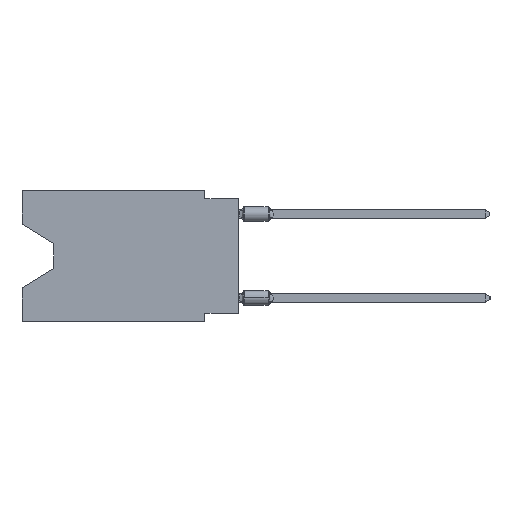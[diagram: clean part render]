
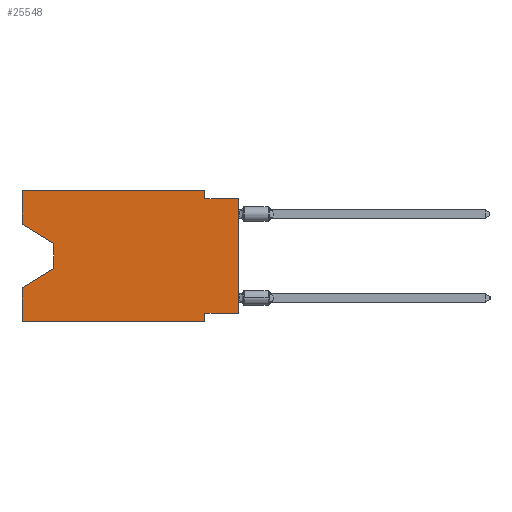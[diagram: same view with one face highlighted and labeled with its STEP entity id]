
A CAD part, left-side view. The second image highlights one B-rep face of the part: STEP entity #25548.
In plain terms, the highlighted planar face has unit normal (-1, 0, 0).
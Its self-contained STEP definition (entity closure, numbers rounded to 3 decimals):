
#166 = VECTOR ( 'NONE', #15671, 1000. ) ;
#985 = ORIENTED_EDGE ( 'NONE', *, *, #14386, .F. ) ;
#1087 = CARTESIAN_POINT ( 'NONE',  ( 0., 16.383, -2.546 ) ) ;
#1139 = CARTESIAN_POINT ( 'NONE',  ( 0., 0., -9.271 ) ) ;
#1318 = ORIENTED_EDGE ( 'NONE', *, *, #27886, .T. ) ;
#1347 = VERTEX_POINT ( 'NONE', #36401 ) ;
#1371 = ORIENTED_EDGE ( 'NONE', *, *, #21524, .T. ) ;
#2286 = VECTOR ( 'NONE', #23557, 1000. ) ;
#3913 = CARTESIAN_POINT ( 'NONE',  ( 0., 13.97, -5.893 ) ) ;
#4051 = EDGE_LOOP ( 'NONE', ( #1318, #25741, #1371, #13650, #7418, #985, #32100, #35663, #37896, #28262, #30574, #21526 ) ) ;
#4123 = LINE ( 'NONE', #33144, #15947 ) ;
#4192 = CARTESIAN_POINT ( 'NONE',  ( 0., 0., -0.635 ) ) ;
#4610 = LINE ( 'NONE', #16381, #13227 ) ;
#4830 = CARTESIAN_POINT ( 'NONE',  ( 0., 13.97, -4.013 ) ) ;
#6254 = DIRECTION ( 'NONE',  ( 0., 0., -1. ) ) ;
#6413 = CARTESIAN_POINT ( 'NONE',  ( 0., 2.54, -9.271 ) ) ;
#7126 = CARTESIAN_POINT ( 'NONE',  ( 0., 2.54, 0. ) ) ;
#7418 = ORIENTED_EDGE ( 'NONE', *, *, #35451, .T. ) ;
#7510 = VERTEX_POINT ( 'NONE', #37768 ) ;
#8847 = LINE ( 'NONE', #29739, #2286 ) ;
#9280 = DIRECTION ( 'NONE',  ( 0., -1., 0. ) ) ;
#10094 = DIRECTION ( 'NONE',  ( 0., 0., 1. ) ) ;
#10986 = LINE ( 'NONE', #4830, #31273 ) ;
#11053 = CARTESIAN_POINT ( 'NONE',  ( 0., 16.383, 0. ) ) ;
#11109 = LINE ( 'NONE', #28929, #19228 ) ;
#11163 = EDGE_CURVE ( 'NONE', #1347, #7510, #11109, .T. ) ;
#11279 = LINE ( 'NONE', #25435, #23126 ) ;
#12032 = CARTESIAN_POINT ( 'NONE',  ( 0., 2.54, 0. ) ) ;
#12129 = VERTEX_POINT ( 'NONE', #32878 ) ;
#12480 = VECTOR ( 'NONE', #9280, 1000. ) ;
#13227 = VECTOR ( 'NONE', #15802, 1000. ) ;
#13650 = ORIENTED_EDGE ( 'NONE', *, *, #11163, .F. ) ;
#14119 = DIRECTION ( 'NONE',  ( 0., 0., 1. ) ) ;
#14386 = EDGE_CURVE ( 'NONE', #15778, #12129, #4610, .T. ) ;
#14749 = FACE_OUTER_BOUND ( 'NONE', #4051, .T. ) ;
#15106 = LINE ( 'NONE', #20923, #30279 ) ;
#15671 = DIRECTION ( 'NONE',  ( 0., 0.855, -0.519 ) ) ;
#15778 = VERTEX_POINT ( 'NONE', #6413 ) ;
#15802 = DIRECTION ( 'NONE',  ( 0., 0., -1. ) ) ;
#15947 = VECTOR ( 'NONE', #10094, 1000. ) ;
#16381 = CARTESIAN_POINT ( 'NONE',  ( 0., 2.54, -9.906 ) ) ;
#17213 = LINE ( 'NONE', #34841, #19798 ) ;
#18320 = DIRECTION ( 'NONE',  ( 0., 1., 0. ) ) ;
#18570 = LINE ( 'NONE', #3913, #166 ) ;
#18616 = CARTESIAN_POINT ( 'NONE',  ( 0., 2.54, -0.635 ) ) ;
#19228 = VECTOR ( 'NONE', #35107, 1000. ) ;
#19504 = DIRECTION ( 'NONE',  ( 0., 0., -1. ) ) ;
#19798 = VECTOR ( 'NONE', #14119, 1000. ) ;
#20503 = LINE ( 'NONE', #26338, #12480 ) ;
#20923 = CARTESIAN_POINT ( 'NONE',  ( 0., 16.383, -9.906 ) ) ;
#20953 = CARTESIAN_POINT ( 'NONE',  ( 0., 16.383, 0. ) ) ;
#21131 = VERTEX_POINT ( 'NONE', #4192 ) ;
#21132 = VERTEX_POINT ( 'NONE', #27590 ) ;
#21524 = EDGE_CURVE ( 'NONE', #33139, #7510, #18570, .T. ) ;
#21526 = ORIENTED_EDGE ( 'NONE', *, *, #33875, .F. ) ;
#21763 = VERTEX_POINT ( 'NONE', #38122 ) ;
#23126 = VECTOR ( 'NONE', #34334, 1000. ) ;
#23274 = VERTEX_POINT ( 'NONE', #11053 ) ;
#23289 = LINE ( 'NONE', #12032, #37735 ) ;
#23557 = DIRECTION ( 'NONE',  ( 0., -0.855, -0.519 ) ) ;
#25378 = EDGE_CURVE ( 'NONE', #23274, #30136, #11279, .T. ) ;
#25435 = CARTESIAN_POINT ( 'NONE',  ( 0., 16.383, 0. ) ) ;
#25548 = ADVANCED_FACE ( 'NONE', ( #14749 ), #35091, .F. ) ;
#25741 = ORIENTED_EDGE ( 'NONE', *, *, #27712, .T. ) ;
#26338 = CARTESIAN_POINT ( 'NONE',  ( 0., 0., -0.635 ) ) ;
#26374 = DIRECTION ( 'NONE',  ( 0., 0., -1. ) ) ;
#26931 = DIRECTION ( 'NONE',  ( 0., -1., 0. ) ) ;
#27590 = CARTESIAN_POINT ( 'NONE',  ( 0., 13.97, -4.013 ) ) ;
#27609 = LINE ( 'NONE', #1139, #38188 ) ;
#27712 = EDGE_CURVE ( 'NONE', #21132, #33139, #10986, .T. ) ;
#27886 = EDGE_CURVE ( 'NONE', #30980, #21132, #8847, .T. ) ;
#28235 = CARTESIAN_POINT ( 'NONE',  ( 0., 13.97, -5.893 ) ) ;
#28262 = ORIENTED_EDGE ( 'NONE', *, *, #31191, .F. ) ;
#28746 = EDGE_CURVE ( 'NONE', #36659, #21131, #20503, .T. ) ;
#28929 = CARTESIAN_POINT ( 'NONE',  ( 0., 16.383, 0. ) ) ;
#29301 = AXIS2_PLACEMENT_3D ( 'NONE', #20953, #32765, #6254 ) ;
#29739 = CARTESIAN_POINT ( 'NONE',  ( 0., 16.383, -2.546 ) ) ;
#30136 = VERTEX_POINT ( 'NONE', #7126 ) ;
#30279 = VECTOR ( 'NONE', #26931, 1000. ) ;
#30574 = ORIENTED_EDGE ( 'NONE', *, *, #25378, .F. ) ;
#30980 = VERTEX_POINT ( 'NONE', #1087 ) ;
#31191 = EDGE_CURVE ( 'NONE', #30136, #36659, #23289, .T. ) ;
#31273 = VECTOR ( 'NONE', #19504, 1000. ) ;
#31564 = EDGE_CURVE ( 'NONE', #21763, #21131, #17213, .T. ) ;
#32100 = ORIENTED_EDGE ( 'NONE', *, *, #33433, .F. ) ;
#32765 = DIRECTION ( 'NONE',  ( 1., 0., 0. ) ) ;
#32878 = CARTESIAN_POINT ( 'NONE',  ( 0., 2.54, -9.906 ) ) ;
#33139 = VERTEX_POINT ( 'NONE', #28235 ) ;
#33144 = CARTESIAN_POINT ( 'NONE',  ( 0., 16.383, 0. ) ) ;
#33433 = EDGE_CURVE ( 'NONE', #21763, #15778, #27609, .T. ) ;
#33875 = EDGE_CURVE ( 'NONE', #30980, #23274, #4123, .T. ) ;
#34334 = DIRECTION ( 'NONE',  ( 0., -1., 0. ) ) ;
#34841 = CARTESIAN_POINT ( 'NONE',  ( 0., 0., 0. ) ) ;
#35091 = PLANE ( 'NONE',  #29301 ) ;
#35107 = DIRECTION ( 'NONE',  ( 0., 0., 1. ) ) ;
#35451 = EDGE_CURVE ( 'NONE', #1347, #12129, #15106, .T. ) ;
#35663 = ORIENTED_EDGE ( 'NONE', *, *, #31564, .T. ) ;
#36401 = CARTESIAN_POINT ( 'NONE',  ( 0., 16.383, -9.906 ) ) ;
#36659 = VERTEX_POINT ( 'NONE', #18616 ) ;
#37735 = VECTOR ( 'NONE', #26374, 1000. ) ;
#37768 = CARTESIAN_POINT ( 'NONE',  ( 0., 16.383, -7.36 ) ) ;
#37896 = ORIENTED_EDGE ( 'NONE', *, *, #28746, .F. ) ;
#38122 = CARTESIAN_POINT ( 'NONE',  ( 0., 0., -9.271 ) ) ;
#38188 = VECTOR ( 'NONE', #18320, 1000. ) ;
